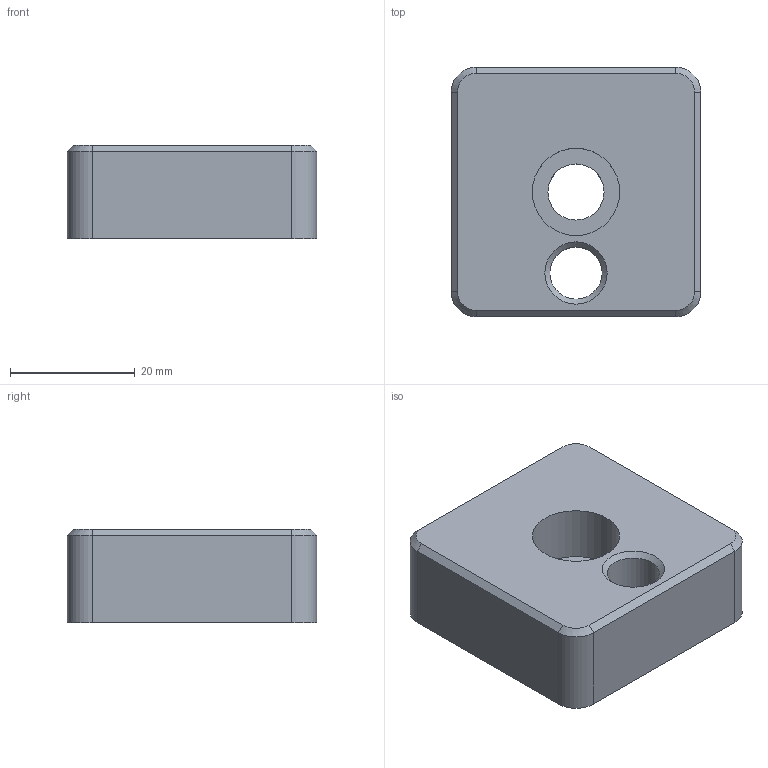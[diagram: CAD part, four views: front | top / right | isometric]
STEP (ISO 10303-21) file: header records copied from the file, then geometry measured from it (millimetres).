
FILE_DESCRIPTION(/* description */ (''),/* implementation_level */ '2;1');
FILE_NAME(/* name */ '11599_Kritec_Fußplatte_8_40x40_M10_schwarz.stp',/* time_stamp */ '2014-06-02T10:01:12+02:00',/* author */ ('kostic'),/* organization */ (''),/* preprocessor_version */ 'ST-DEVELOPER v15.2',/* originating_system */ 'Autodesk Inventor 2014',/* authorisation */ '');
FILE_SCHEMA (('AUTOMOTIVE_DESIGN { 1 0 10303 214 3 1 1 }'));
Length unit declared in the file: millimetre
Products named in the file (1): 11599_Kritec_Fußplatte_8_40x40_M10_schwarz
Bounding box: 40 x 40 x 15 mm (x, y, z)
Volume: 21106.9 mm3; surface area: 6078.3 mm2
Topology: 1 solids, 1 shells, 24 faces, 54 edges, 33 vertices
Faces by surface type: plane 11, cylinder 7, cone 6
Full cylindrical faces by diameter (mm): 8.376 x1, 9 x1, 14 x1
Entity records: 661 total; most frequent: DIRECTION 118, CARTESIAN_POINT 105, ORIENTED_EDGE 96, EDGE_CURVE 48, AXIS2_PLACEMENT_3D 45, EDGE_LOOP 34, VERTEX_POINT 32, LINE 28
